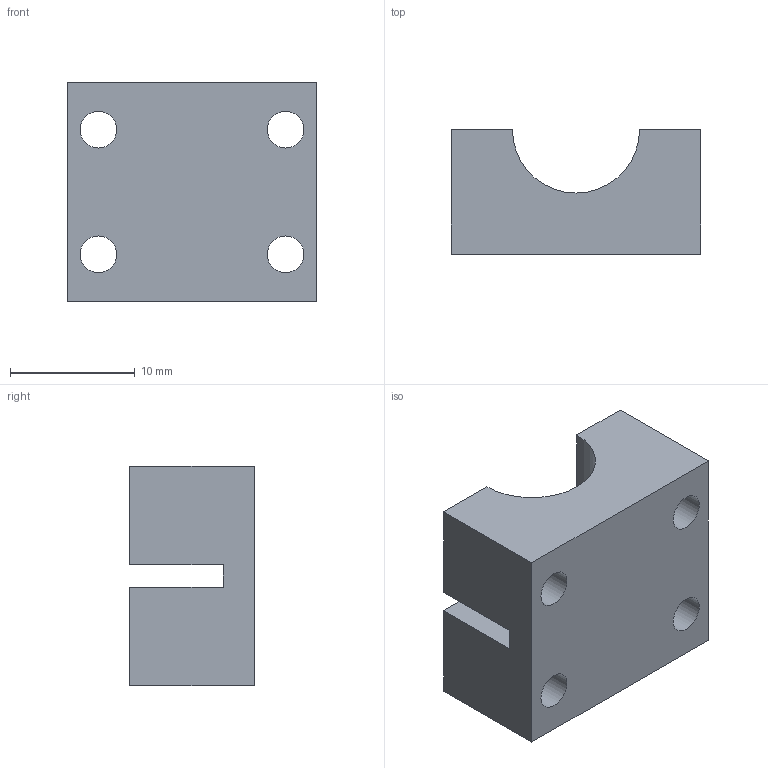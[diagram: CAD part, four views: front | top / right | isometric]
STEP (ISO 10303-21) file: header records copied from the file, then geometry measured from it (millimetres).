
FILE_DESCRIPTION(/* description */ ('Alibre Inc.'),/* implementation_level */ '2;1');
FILE_NAME(/* name */ 'export0',/* time_stamp */ '2014-01-10T17:42:14-08:00',/* author */ (''),/* organization */ (''),/* preprocessor_version */ 'ST-DEVELOPER v14',/* originating_system */ 'Alibre',/* authorisation */ '');
FILE_SCHEMA (('AUTOMOTIVE_DESIGN'));
Length unit declared in the file: centimetre
Bounding box: 20 x 10 x 17.6 mm (x, y, z)
Volume: 2331.7 mm3; surface area: 1973.3 mm2
Topology: 1 solids, 1 shells, 18 faces, 48 edges, 32 vertices
Faces by surface type: plane 12, cylinder 6
Full cylindrical faces by diameter (mm): 2.946 x4
Entity records: 522 total; most frequent: ORIENTED_EDGE 88, CARTESIAN_POINT 84, DIRECTION 69, EDGE_CURVE 44, VERTEX_POINT 32, EDGE_LOOP 30, FACE_BOUND 30, VECTOR 26
